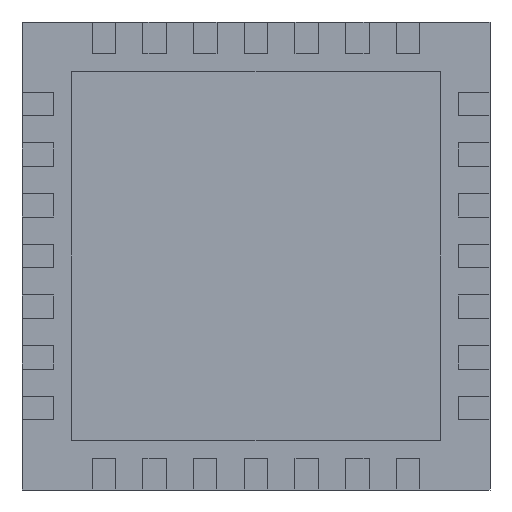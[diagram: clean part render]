
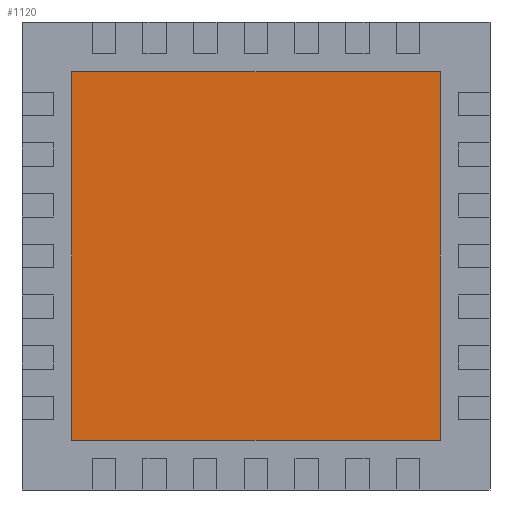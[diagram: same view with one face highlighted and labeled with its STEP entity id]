
A CAD part, front view. The second image highlights one B-rep face of the part: STEP entity #1120.
In plain terms, the highlighted planar face has unit normal (0, -1, 0).
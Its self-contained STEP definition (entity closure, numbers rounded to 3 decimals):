
#737 = CARTESIAN_POINT ( 'NONE',  ( 2.365, 0., 2.365 ) ) ;
#749 = LINE ( 'NONE', #737, #3948 ) ;
#1120 = ADVANCED_FACE ( 'NONE', ( #2149 ), #5327, .T. ) ;
#1217 = VECTOR ( 'NONE', #4502, 1000. ) ;
#1494 = DIRECTION ( 'NONE',  ( -1., 0., 0. ) ) ;
#1785 = AXIS2_PLACEMENT_3D ( 'NONE', #3391, #3959, #7386 ) ;
#1871 = LINE ( 'NONE', #3169, #3025 ) ;
#2116 = CARTESIAN_POINT ( 'NONE',  ( 2.365, 0., -2.365 ) ) ;
#2149 = FACE_OUTER_BOUND ( 'NONE', #8062, .T. ) ;
#2622 = VERTEX_POINT ( 'NONE', #8152 ) ;
#2717 = VECTOR ( 'NONE', #4283, 1000. ) ;
#3025 = VECTOR ( 'NONE', #8703, 1000. ) ;
#3169 = CARTESIAN_POINT ( 'NONE',  ( 2.365, 0., -2.365 ) ) ;
#3391 = CARTESIAN_POINT ( 'NONE',  ( 0., 0., 0. ) ) ;
#3611 = EDGE_CURVE ( 'NONE', #2622, #4846, #4528, .T. ) ;
#3836 = VERTEX_POINT ( 'NONE', #6014 ) ;
#3948 = VECTOR ( 'NONE', #1494, 1000. ) ;
#3959 = DIRECTION ( 'NONE',  ( 0., -1., 0. ) ) ;
#4025 = EDGE_CURVE ( 'NONE', #6020, #3836, #1871, .T. ) ;
#4218 = CARTESIAN_POINT ( 'NONE',  ( -2.365, 0., -2.365 ) ) ;
#4283 = DIRECTION ( 'NONE',  ( 0., 0., -1. ) ) ;
#4502 = DIRECTION ( 'NONE',  ( 1., 0., 0. ) ) ;
#4528 = LINE ( 'NONE', #4218, #2717 ) ;
#4665 = EDGE_CURVE ( 'NONE', #4846, #6020, #5897, .T. ) ;
#4846 = VERTEX_POINT ( 'NONE', #6316 ) ;
#5243 = EDGE_CURVE ( 'NONE', #3836, #2622, #749, .T. ) ;
#5327 = PLANE ( 'NONE',  #1785 ) ;
#5404 = ORIENTED_EDGE ( 'NONE', *, *, #4025, .T. ) ;
#5897 = LINE ( 'NONE', #2116, #1217 ) ;
#6014 = CARTESIAN_POINT ( 'NONE',  ( 2.365, 0., 2.365 ) ) ;
#6020 = VERTEX_POINT ( 'NONE', #6964 ) ;
#6257 = ORIENTED_EDGE ( 'NONE', *, *, #4665, .T. ) ;
#6316 = CARTESIAN_POINT ( 'NONE',  ( -2.365, 0., -2.365 ) ) ;
#6937 = ORIENTED_EDGE ( 'NONE', *, *, #5243, .T. ) ;
#6964 = CARTESIAN_POINT ( 'NONE',  ( 2.365, 0., -2.365 ) ) ;
#7161 = ORIENTED_EDGE ( 'NONE', *, *, #3611, .T. ) ;
#7386 = DIRECTION ( 'NONE',  ( 0., 0., -1. ) ) ;
#8062 = EDGE_LOOP ( 'NONE', ( #7161, #6257, #5404, #6937 ) ) ;
#8152 = CARTESIAN_POINT ( 'NONE',  ( -2.365, 0., 2.365 ) ) ;
#8703 = DIRECTION ( 'NONE',  ( 0., 0., 1. ) ) ;
